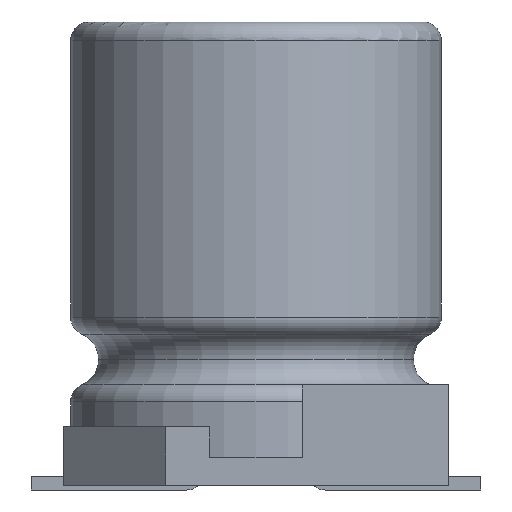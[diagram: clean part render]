
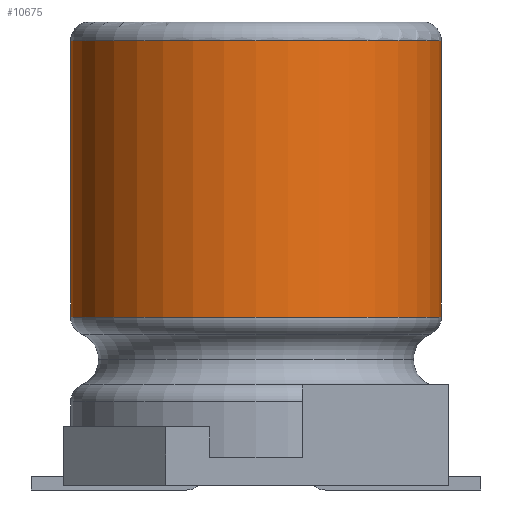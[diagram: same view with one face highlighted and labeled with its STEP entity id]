
A CAD part, front view. The second image highlights one B-rep face of the part: STEP entity #10675.
In plain terms, the highlighted cylindrical face has radius 4 mm (diameter 8 mm), a partial arc.
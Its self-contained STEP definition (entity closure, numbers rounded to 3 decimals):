
#745 = ORIENTED_EDGE ( 'NONE', *, *, #7845, .T. ) ;
#2063 = DIRECTION ( 'NONE',  ( 0., 0., -1. ) ) ;
#2139 = CARTESIAN_POINT ( 'NONE',  ( 4., 0., 0. ) ) ;
#2257 = ORIENTED_EDGE ( 'NONE', *, *, #4618, .F. ) ;
#2572 = CARTESIAN_POINT ( 'NONE',  ( -4., 0., 3.033 ) ) ;
#3087 = CARTESIAN_POINT ( 'NONE',  ( 0., 0., 9. ) ) ;
#3583 = CARTESIAN_POINT ( 'NONE',  ( -4., 0., 9. ) ) ;
#3850 = VECTOR ( 'NONE', #6565, 1000. ) ;
#3948 = FACE_OUTER_BOUND ( 'NONE', #6739, .T. ) ;
#4092 = LINE ( 'NONE', #2139, #6257 ) ;
#4407 = VERTEX_POINT ( 'NONE', #7757 ) ;
#4475 = DIRECTION ( 'NONE',  ( 1., 0., 0. ) ) ;
#4618 = EDGE_CURVE ( 'NONE', #4407, #8964, #4092, .T. ) ;
#4646 = CIRCLE ( 'NONE', #13715, 4. ) ;
#5101 = DIRECTION ( 'NONE',  ( 0., 0., -1. ) ) ;
#5910 = CARTESIAN_POINT ( 'NONE',  ( 4., 0., 3.033 ) ) ;
#6214 = CARTESIAN_POINT ( 'NONE',  ( 0., 0., 0. ) ) ;
#6257 = VECTOR ( 'NONE', #2063, 1000. ) ;
#6565 = DIRECTION ( 'NONE',  ( 0., 0., -1. ) ) ;
#6739 = EDGE_LOOP ( 'NONE', ( #10516, #745, #10765, #2257 ) ) ;
#7592 = DIRECTION ( 'NONE',  ( 0., 0., -1. ) ) ;
#7676 = LINE ( 'NONE', #11912, #3850 ) ;
#7757 = CARTESIAN_POINT ( 'NONE',  ( 4., 0., 9. ) ) ;
#7845 = EDGE_CURVE ( 'NONE', #9627, #13556, #7676, .T. ) ;
#7892 = AXIS2_PLACEMENT_3D ( 'NONE', #6214, #5101, #8284 ) ;
#8284 = DIRECTION ( 'NONE',  ( 1., 0., 0. ) ) ;
#8964 = VERTEX_POINT ( 'NONE', #5910 ) ;
#8991 = AXIS2_PLACEMENT_3D ( 'NONE', #10095, #9839, #4475 ) ;
#9618 = EDGE_CURVE ( 'NONE', #4407, #9627, #4646, .T. ) ;
#9627 = VERTEX_POINT ( 'NONE', #3583 ) ;
#9839 = DIRECTION ( 'NONE',  ( 0., 0., -1. ) ) ;
#9866 = DIRECTION ( 'NONE',  ( 1., 0., 0. ) ) ;
#9884 = CIRCLE ( 'NONE', #8991, 4. ) ;
#10095 = CARTESIAN_POINT ( 'NONE',  ( 0., 0., 3.033 ) ) ;
#10516 = ORIENTED_EDGE ( 'NONE', *, *, #9618, .T. ) ;
#10635 = EDGE_CURVE ( 'NONE', #8964, #13556, #9884, .T. ) ;
#10675 = ADVANCED_FACE ( 'NONE', ( #3948 ), #11282, .T. ) ;
#10765 = ORIENTED_EDGE ( 'NONE', *, *, #10635, .F. ) ;
#11282 = CYLINDRICAL_SURFACE ( 'NONE', #7892, 4. ) ;
#11912 = CARTESIAN_POINT ( 'NONE',  ( -4., 0., 0. ) ) ;
#13556 = VERTEX_POINT ( 'NONE', #2572 ) ;
#13715 = AXIS2_PLACEMENT_3D ( 'NONE', #3087, #7592, #9866 ) ;
